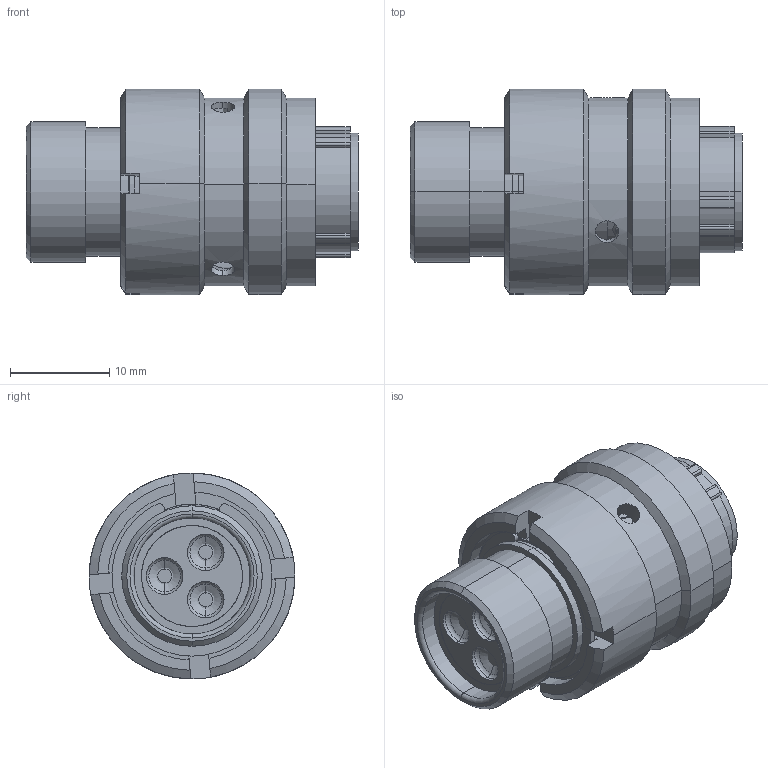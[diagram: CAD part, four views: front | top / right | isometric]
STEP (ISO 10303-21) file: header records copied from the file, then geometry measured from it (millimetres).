
FILE_DESCRIPTION (( 'STEP AP214' ), '1' );
FILE_NAME ('AS610-03SD.STEP', '2014-09-04T10:28:54', ( 'TE Connectivity' ), ( 'TE Connectivity' ), 'SwSTEP 2.0', 'SolidWorks 2014', '' );
FILE_SCHEMA (( 'AUTOMOTIVE_DESIGN' ));
Length unit declared in the file: millimetre
Products named in the file (1): AS610-03SD
Bounding box: 33.37 x 20.7 x 20.7 mm (x, y, z)
Volume: 6242.5 mm3; surface area: 9542.8 mm2
Topology: 9 solids, 9 shells, 759 faces, 1965 edges, 1253 vertices
Faces by surface type: plane 288, cylinder 275, cone 112, torus 72, bspline 12
Entity records: 35298 total; most frequent: CARTESIAN_POINT 9192, ORIENTED_EDGE 3930, DIRECTION 3410, EDGE_CURVE 1965, AXIS2_PLACEMENT_3D 1404, VERTEX_POINT 1253, EDGE_LOOP 820, UNCERTAINTY_MEASURE_WITH_UNIT 770
